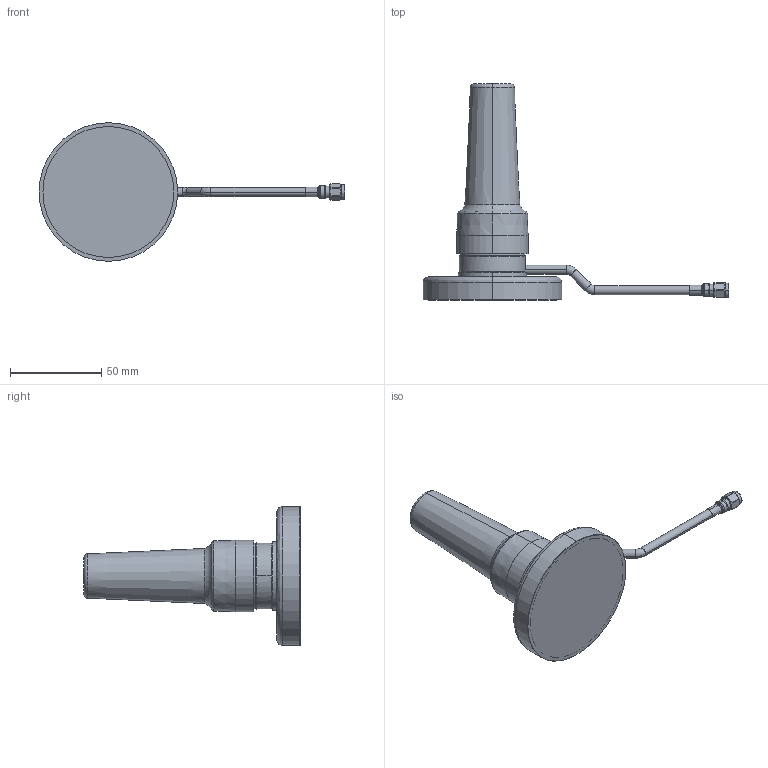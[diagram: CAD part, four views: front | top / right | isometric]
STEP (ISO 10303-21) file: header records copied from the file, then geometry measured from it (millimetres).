
FILE_DESCRIPTION (( 'STEP AP214' ), '1' );
FILE_NAME ('FMANMOB1003-RSP_3D.step', '2025-10-27T22:32:45', ( '' ), ( '' ), 'SwSTEP 2.0', 'SolidWorks 2025', '' );
FILE_SCHEMA (( 'AUTOMOTIVE_DESIGN' ));
Length unit declared in the file: inch
Products named in the file (6): FMANMOB1003-RSP_3D; Copy of RSP 230124^FMMA1-RSPA10; Copy of NMO Base w Cable^FMMA1-RSPA10; 1081 230124; Copy of HeatShrink-195_230124^FMMA1-RSPA10; FMMA1-RSPA10
Assembly tree (5 placements, depth 3):
  FMANMOB1003-RSP_3D
    FMMA1-RSPA10
      Copy of NMO Base w Cable^FMMA1-RSPA10
      Copy of RSP 230124^FMMA1-RSPA10
      Copy of HeatShrink-195_230124^FMMA1-RSPA10
    1081 230124
Bounding box: 167.69 x 118.45 x 76 mm (x, y, z)
Volume: 129670 mm3; surface area: 54347 mm2
Topology: 11 solids, 11 shells, 269 faces, 642 edges, 405 vertices
Faces by surface type: cylinder 126, plane 80, cone 35, bspline 14, torus 14
Entity records: 12021 total; most frequent: CARTESIAN_POINT 5604, DIRECTION 1327, ORIENTED_EDGE 1276, EDGE_CURVE 638, AXIS2_PLACEMENT_3D 553, VERTEX_POINT 405, EDGE_LOOP 303, CIRCLE 289
